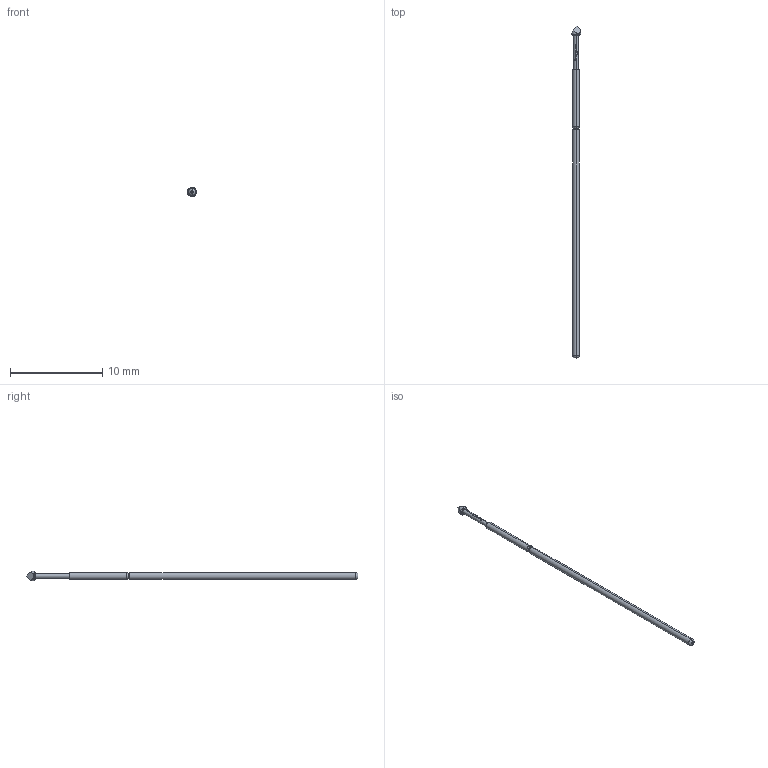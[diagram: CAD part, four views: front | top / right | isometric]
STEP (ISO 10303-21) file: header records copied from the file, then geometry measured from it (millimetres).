
FILE_DESCRIPTION (( 'STEP AP203' ), '1' );
FILE_NAME ('INGUN_GKS-051_307_100_A_xx00.STEP', '2024-02-13T06:48:00', ( '' ), ( '' ), 'SwSTEP 2.0', 'SolidWorks 2021', '' );
FILE_SCHEMA (( 'CONFIG_CONTROL_DESIGN' ));
Length unit declared in the file: millimetre
Products named in the file (1): INGUN_GKS-051_307_100_A_xx00
Bounding box: 1 x 36 x 1 mm (x, y, z)
Volume: 14.9 mm3; surface area: 83 mm2
Topology: 1 solids, 1 shells, 94 faces, 257 edges, 168 vertices
Faces by surface type: plane 46, bspline 22, cylinder 18, torus 6, cone 2
Entity records: 3294 total; most frequent: CARTESIAN_POINT 1005, ORIENTED_EDGE 514, DIRECTION 396, EDGE_CURVE 257, VERTEX_POINT 168, AXIS2_PLACEMENT_3D 157, EDGE_LOOP 97, ADVANCED_FACE 94
